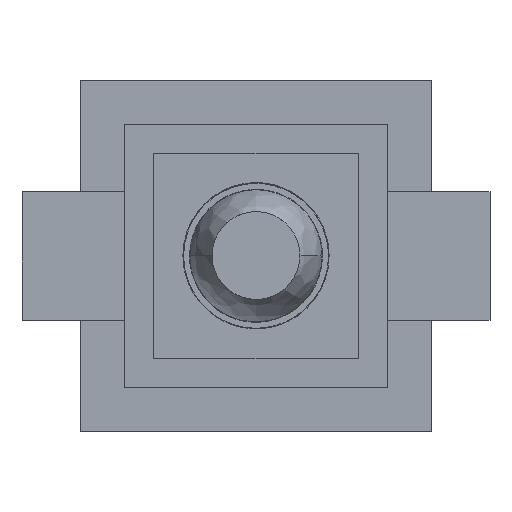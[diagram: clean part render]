
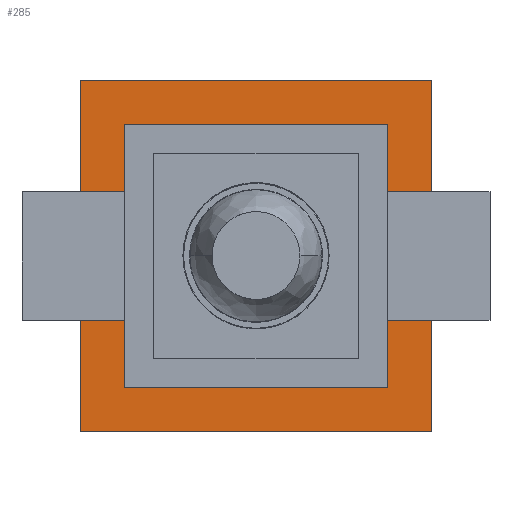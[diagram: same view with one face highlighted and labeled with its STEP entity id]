
A CAD part, top view. The second image highlights one B-rep face of the part: STEP entity #285.
In plain terms, the highlighted free-form (B-spline) face has degree [1, 1] with [2, 2] control points.
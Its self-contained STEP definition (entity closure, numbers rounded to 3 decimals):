
#26=FACE_BOUND('',#631,.T.);
#285=ADVANCED_FACE('',(#450,#26),#4754,.T.);
#450=FACE_OUTER_BOUND('',#630,.T.);
#630=EDGE_LOOP('',(#1266,#1267,#1268,#1269));
#631=EDGE_LOOP('',(#1270,#1271,#1272,#1273));
#1266=ORIENTED_EDGE('',*,*,#4183,.F.);
#1267=ORIENTED_EDGE('',*,*,#4187,.F.);
#1268=ORIENTED_EDGE('',*,*,#4190,.F.);
#1269=ORIENTED_EDGE('',*,*,#4192,.F.);
#1270=ORIENTED_EDGE('',*,*,#4165,.F.);
#1271=ORIENTED_EDGE('',*,*,#4162,.F.);
#1272=ORIENTED_EDGE('',*,*,#4159,.F.);
#1273=ORIENTED_EDGE('',*,*,#4155,.F.);
#1892=PCURVE('',#4739,#2588);
#1896=PCURVE('',#4740,#2592);
#1900=PCURVE('',#4741,#2596);
#1904=PCURVE('',#4742,#2600);
#1940=PCURVE('',#4749,#2636);
#1944=PCURVE('',#4750,#2640);
#1948=PCURVE('',#4751,#2644);
#1952=PCURVE('',#4752,#2648);
#1962=PCURVE('',#4754,#2658);
#1963=PCURVE('',#4754,#2659);
#1964=PCURVE('',#4754,#2660);
#1965=PCURVE('',#4754,#2661);
#1966=PCURVE('',#4754,#2662);
#1967=PCURVE('',#4754,#2663);
#1968=PCURVE('',#4754,#2664);
#1969=PCURVE('',#4754,#2665);
#2588=DEFINITIONAL_REPRESENTATION('',(#3316),#11421);
#2592=DEFINITIONAL_REPRESENTATION('',(#3324),#11421);
#2596=DEFINITIONAL_REPRESENTATION('',(#3331),#11421);
#2600=DEFINITIONAL_REPRESENTATION('',(#3338),#11421);
#2636=DEFINITIONAL_REPRESENTATION('',(#3388),#11421);
#2640=DEFINITIONAL_REPRESENTATION('',(#3396),#11421);
#2644=DEFINITIONAL_REPRESENTATION('',(#3403),#11421);
#2648=DEFINITIONAL_REPRESENTATION('',(#3409),#11421);
#2658=DEFINITIONAL_REPRESENTATION('',(#3423),#11421);
#2659=DEFINITIONAL_REPRESENTATION('',(#3424),#11421);
#2660=DEFINITIONAL_REPRESENTATION('',(#3425),#11421);
#2661=DEFINITIONAL_REPRESENTATION('',(#3426),#11421);
#2662=DEFINITIONAL_REPRESENTATION('',(#3427),#11421);
#2663=DEFINITIONAL_REPRESENTATION('',(#3428),#11421);
#2664=DEFINITIONAL_REPRESENTATION('',(#3429),#11421);
#2665=DEFINITIONAL_REPRESENTATION('',(#3430),#11421);
#3315=B_SPLINE_CURVE_WITH_KNOTS('',1,(#10900,#10901),.UNSPECIFIED.,.F.,
 .F.,(2,2),(0.,70.),.UNSPECIFIED.);
#3316=B_SPLINE_CURVE_WITH_KNOTS('',1,(#10902,#10903),.UNSPECIFIED.,.F.,
 .F.,(2,2),(0.,70.),.UNSPECIFIED.);
#3323=B_SPLINE_CURVE_WITH_KNOTS('',1,(#10916,#10917),.UNSPECIFIED.,.F.,
 .F.,(2,2),(70.,80.),.UNSPECIFIED.);
#3324=B_SPLINE_CURVE_WITH_KNOTS('',1,(#10918,#10919),.UNSPECIFIED.,.F.,
 .F.,(2,2),(70.,80.),.UNSPECIFIED.);
#3330=B_SPLINE_CURVE_WITH_KNOTS('',1,(#10930,#10931),.UNSPECIFIED.,.F.,
 .F.,(2,2),(80.,90.),.UNSPECIFIED.);
#3331=B_SPLINE_CURVE_WITH_KNOTS('',1,(#10932,#10933),.UNSPECIFIED.,.F.,
 .F.,(2,2),(80.,90.),.UNSPECIFIED.);
#3337=B_SPLINE_CURVE_WITH_KNOTS('',1,(#10944,#10945),.UNSPECIFIED.,.F.,
 .F.,(2,2),(90.,100.),.UNSPECIFIED.);
#3338=B_SPLINE_CURVE_WITH_KNOTS('',1,(#10946,#10947),.UNSPECIFIED.,.F.,
 .F.,(2,2),(90.,100.),.UNSPECIFIED.);
#3387=B_SPLINE_CURVE_WITH_KNOTS('',1,(#11064,#11065),.UNSPECIFIED.,.F.,
 .F.,(2,2),(-120.,0.),.UNSPECIFIED.);
#3388=B_SPLINE_CURVE_WITH_KNOTS('',1,(#11066,#11067),.UNSPECIFIED.,.F.,
 .F.,(2,2),(-120.,0.),.UNSPECIFIED.);
#3395=B_SPLINE_CURVE_WITH_KNOTS('',1,(#11080,#11081),.UNSPECIFIED.,.F.,
 .F.,(2,2),(-240.,-120.),.UNSPECIFIED.);
#3396=B_SPLINE_CURVE_WITH_KNOTS('',1,(#11082,#11083),.UNSPECIFIED.,.F.,
 .F.,(2,2),(-240.,-120.),.UNSPECIFIED.);
#3402=B_SPLINE_CURVE_WITH_KNOTS('',1,(#11094,#11095),.UNSPECIFIED.,.F.,
 .F.,(2,2),(-360.,-240.),.UNSPECIFIED.);
#3403=B_SPLINE_CURVE_WITH_KNOTS('',1,(#11096,#11097),.UNSPECIFIED.,.F.,
 .F.,(2,2),(-360.,-240.),.UNSPECIFIED.);
#3408=B_SPLINE_CURVE_WITH_KNOTS('',1,(#11106,#11107),.UNSPECIFIED.,.F.,
 .F.,(2,2),(-480.,-360.),.UNSPECIFIED.);
#3409=B_SPLINE_CURVE_WITH_KNOTS('',1,(#11108,#11109),.UNSPECIFIED.,.F.,
 .F.,(2,2),(-480.,-360.),.UNSPECIFIED.);
#3423=B_SPLINE_CURVE_WITH_KNOTS('',1,(#11136,#11137),.UNSPECIFIED.,.F.,
 .F.,(2,2),(-120.,0.),.UNSPECIFIED.);
#3424=B_SPLINE_CURVE_WITH_KNOTS('',1,(#11138,#11139),.UNSPECIFIED.,.F.,
 .F.,(2,2),(-240.,-120.),.UNSPECIFIED.);
#3425=B_SPLINE_CURVE_WITH_KNOTS('',1,(#11140,#11141),.UNSPECIFIED.,.F.,
 .F.,(2,2),(-360.,-240.),.UNSPECIFIED.);
#3426=B_SPLINE_CURVE_WITH_KNOTS('',1,(#11142,#11143),.UNSPECIFIED.,.F.,
 .F.,(2,2),(-480.,-360.),.UNSPECIFIED.);
#3427=B_SPLINE_CURVE_WITH_KNOTS('',1,(#11144,#11145),.UNSPECIFIED.,.F.,
 .F.,(2,2),(90.,100.),.UNSPECIFIED.);
#3428=B_SPLINE_CURVE_WITH_KNOTS('',1,(#11146,#11147),.UNSPECIFIED.,.F.,
 .F.,(2,2),(80.,90.),.UNSPECIFIED.);
#3429=B_SPLINE_CURVE_WITH_KNOTS('',1,(#11148,#11149),.UNSPECIFIED.,.F.,
 .F.,(2,2),(70.,80.),.UNSPECIFIED.);
#3430=B_SPLINE_CURVE_WITH_KNOTS('',1,(#11150,#11151),.UNSPECIFIED.,.F.,
 .F.,(2,2),(0.,70.),.UNSPECIFIED.);
#3807=SURFACE_CURVE('',#3315,(#1892,#1969),.PCURVE_S1.);
#3811=SURFACE_CURVE('',#3323,(#1896,#1968),.PCURVE_S1.);
#3814=SURFACE_CURVE('',#3330,(#1900,#1967),.PCURVE_S1.);
#3817=SURFACE_CURVE('',#3337,(#1904,#1966),.PCURVE_S1.);
#3835=SURFACE_CURVE('',#3387,(#1940,#1962),.PCURVE_S1.);
#3839=SURFACE_CURVE('',#3395,(#1944,#1963),.PCURVE_S1.);
#3842=SURFACE_CURVE('',#3402,(#1948,#1964),.PCURVE_S1.);
#3844=SURFACE_CURVE('',#3408,(#1952,#1965),.PCURVE_S1.);
#4155=EDGE_CURVE('',#4647,#4648,#3807,.T.);
#4159=EDGE_CURVE('',#4648,#4651,#3811,.T.);
#4162=EDGE_CURVE('',#4651,#4653,#3814,.T.);
#4165=EDGE_CURVE('',#4653,#4647,#3817,.T.);
#4183=EDGE_CURVE('',#4665,#4666,#3835,.T.);
#4187=EDGE_CURVE('',#4668,#4665,#3839,.T.);
#4190=EDGE_CURVE('',#4670,#4668,#3842,.T.);
#4192=EDGE_CURVE('',#4666,#4670,#3844,.T.);
#4647=VERTEX_POINT('',#10784);
#4648=VERTEX_POINT('',#10785);
#4651=VERTEX_POINT('',#10788);
#4653=VERTEX_POINT('',#10790);
#4665=VERTEX_POINT('',#10802);
#4666=VERTEX_POINT('',#10803);
#4668=VERTEX_POINT('',#10805);
#4670=VERTEX_POINT('',#10807);
#4739=B_SPLINE_SURFACE_WITH_KNOTS('',1,1,((#10676,#10677),(#10678,#10679)),
 .UNSPECIFIED.,.F.,.F.,.F.,(2,2),(2,2),(0.,70.),(0.,25.),.UNSPECIFIED.);
#4740=B_SPLINE_SURFACE_WITH_KNOTS('',1,1,((#10680,#10681),(#10682,#10683)),
 .UNSPECIFIED.,.F.,.F.,.F.,(2,2),(2,2),(70.,80.),(0.,25.),.UNSPECIFIED.);
#4741=B_SPLINE_SURFACE_WITH_KNOTS('',1,1,((#10684,#10685),(#10686,#10687)),
 .UNSPECIFIED.,.F.,.F.,.F.,(2,2),(2,2),(80.,90.),(0.,25.),.UNSPECIFIED.);
#4742=B_SPLINE_SURFACE_WITH_KNOTS('',1,1,((#10688,#10689),(#10690,#10691)),
 .UNSPECIFIED.,.F.,.F.,.F.,(2,2),(2,2),(90.,100.),(0.,25.),
 .UNSPECIFIED.);
#4749=B_SPLINE_SURFACE_WITH_KNOTS('',1,1,((#10716,#10717),(#10718,#10719)),
 .UNSPECIFIED.,.F.,.F.,.F.,(2,2),(2,2),(0.,120.),(0.,8.),.UNSPECIFIED.);
#4750=B_SPLINE_SURFACE_WITH_KNOTS('',1,1,((#10720,#10721),(#10722,#10723)),
 .UNSPECIFIED.,.F.,.F.,.F.,(2,2),(2,2),(120.,240.),(0.,8.),
 .UNSPECIFIED.);
#4751=B_SPLINE_SURFACE_WITH_KNOTS('',1,1,((#10724,#10725),(#10726,#10727)),
 .UNSPECIFIED.,.F.,.F.,.F.,(2,2),(2,2),(240.,360.),(0.,8.),
 .UNSPECIFIED.);
#4752=B_SPLINE_SURFACE_WITH_KNOTS('',1,1,((#10728,#10729),(#10730,#10731)),
 .UNSPECIFIED.,.F.,.F.,.F.,(2,2),(2,2),(360.,480.),(0.,8.),
 .UNSPECIFIED.);
#4754=B_SPLINE_SURFACE_WITH_KNOTS('',1,1,((#10736,#10737),(#10738,#10739)),
 .UNSPECIFIED.,.F.,.F.,.F.,(2,2),(2,2),(0.,120.),(0.,120.),
 .UNSPECIFIED.);
#10676=CARTESIAN_POINT('',(-45.,-45.,8.));
#10677=CARTESIAN_POINT('',(-45.,-45.,33.));
#10678=CARTESIAN_POINT('',(45.,-45.,8.));
#10679=CARTESIAN_POINT('',(45.,-45.,33.));
#10680=CARTESIAN_POINT('',(45.,-45.,8.));
#10681=CARTESIAN_POINT('',(45.,-45.,33.));
#10682=CARTESIAN_POINT('',(45.,45.,8.));
#10683=CARTESIAN_POINT('',(45.,45.,33.));
#10684=CARTESIAN_POINT('',(45.,45.,8.));
#10685=CARTESIAN_POINT('',(45.,45.,33.));
#10686=CARTESIAN_POINT('',(-45.,45.,8.));
#10687=CARTESIAN_POINT('',(-45.,45.,33.));
#10688=CARTESIAN_POINT('',(-45.,45.,8.));
#10689=CARTESIAN_POINT('',(-45.,45.,33.));
#10690=CARTESIAN_POINT('',(-45.,-45.,8.));
#10691=CARTESIAN_POINT('',(-45.,-45.,33.));
#10716=CARTESIAN_POINT('',(-60.,-60.,0.));
#10717=CARTESIAN_POINT('',(-60.,-60.,8.));
#10718=CARTESIAN_POINT('',(60.,-60.,0.));
#10719=CARTESIAN_POINT('',(60.,-60.,8.));
#10720=CARTESIAN_POINT('',(60.,-60.,0.));
#10721=CARTESIAN_POINT('',(60.,-60.,8.));
#10722=CARTESIAN_POINT('',(60.,60.,0.));
#10723=CARTESIAN_POINT('',(60.,60.,8.));
#10724=CARTESIAN_POINT('',(60.,60.,0.));
#10725=CARTESIAN_POINT('',(60.,60.,8.));
#10726=CARTESIAN_POINT('',(-60.,60.,0.));
#10727=CARTESIAN_POINT('',(-60.,60.,8.));
#10728=CARTESIAN_POINT('',(-60.,60.,0.));
#10729=CARTESIAN_POINT('',(-60.,60.,8.));
#10730=CARTESIAN_POINT('',(-60.,-60.,0.));
#10731=CARTESIAN_POINT('',(-60.,-60.,8.));
#10736=CARTESIAN_POINT('',(-60.,-60.,8.));
#10737=CARTESIAN_POINT('',(-60.,60.,8.));
#10738=CARTESIAN_POINT('',(60.,-60.,8.));
#10739=CARTESIAN_POINT('',(60.,60.,8.));
#10784=CARTESIAN_POINT('',(-45.,-45.,8.));
#10785=CARTESIAN_POINT('',(45.,-45.,8.));
#10788=CARTESIAN_POINT('',(45.,45.,8.));
#10790=CARTESIAN_POINT('',(-45.,45.,8.));
#10802=CARTESIAN_POINT('',(60.,-60.,8.));
#10803=CARTESIAN_POINT('',(-60.,-60.,8.));
#10805=CARTESIAN_POINT('',(60.,60.,8.));
#10807=CARTESIAN_POINT('',(-60.,60.,8.));
#10900=CARTESIAN_POINT('',(-45.,-45.,8.));
#10901=CARTESIAN_POINT('',(45.,-45.,8.));
#10902=CARTESIAN_POINT('',(0.,0.));
#10903=CARTESIAN_POINT('',(70.,0.));
#10916=CARTESIAN_POINT('',(45.,-45.,8.));
#10917=CARTESIAN_POINT('',(45.,45.,8.));
#10918=CARTESIAN_POINT('',(70.,0.));
#10919=CARTESIAN_POINT('',(80.,0.));
#10930=CARTESIAN_POINT('',(45.,45.,8.));
#10931=CARTESIAN_POINT('',(-45.,45.,8.));
#10932=CARTESIAN_POINT('',(80.,0.));
#10933=CARTESIAN_POINT('',(90.,0.));
#10944=CARTESIAN_POINT('',(-45.,45.,8.));
#10945=CARTESIAN_POINT('',(-45.,-45.,8.));
#10946=CARTESIAN_POINT('',(90.,0.));
#10947=CARTESIAN_POINT('',(100.,0.));
#11064=CARTESIAN_POINT('',(60.,-60.,8.));
#11065=CARTESIAN_POINT('',(-60.,-60.,8.));
#11066=CARTESIAN_POINT('',(120.,8.));
#11067=CARTESIAN_POINT('',(0.,8.));
#11080=CARTESIAN_POINT('',(60.,60.,8.));
#11081=CARTESIAN_POINT('',(60.,-60.,8.));
#11082=CARTESIAN_POINT('',(240.,8.));
#11083=CARTESIAN_POINT('',(120.,8.));
#11094=CARTESIAN_POINT('',(-60.,60.,8.));
#11095=CARTESIAN_POINT('',(60.,60.,8.));
#11096=CARTESIAN_POINT('',(360.,8.));
#11097=CARTESIAN_POINT('',(240.,8.));
#11106=CARTESIAN_POINT('',(-60.,-60.,8.));
#11107=CARTESIAN_POINT('',(-60.,60.,8.));
#11108=CARTESIAN_POINT('',(480.,8.));
#11109=CARTESIAN_POINT('',(360.,8.));
#11136=CARTESIAN_POINT('',(120.,0.));
#11137=CARTESIAN_POINT('',(0.,0.));
#11138=CARTESIAN_POINT('',(120.,120.));
#11139=CARTESIAN_POINT('',(120.,0.));
#11140=CARTESIAN_POINT('',(0.,120.));
#11141=CARTESIAN_POINT('',(120.,120.));
#11142=CARTESIAN_POINT('',(0.,0.));
#11143=CARTESIAN_POINT('',(0.,120.));
#11144=CARTESIAN_POINT('',(15.,105.));
#11145=CARTESIAN_POINT('',(15.,15.));
#11146=CARTESIAN_POINT('',(105.,105.));
#11147=CARTESIAN_POINT('',(15.,105.));
#11148=CARTESIAN_POINT('',(105.,15.));
#11149=CARTESIAN_POINT('',(105.,105.));
#11150=CARTESIAN_POINT('',(15.,15.));
#11151=CARTESIAN_POINT('',(105.,15.));
#11421=(
GEOMETRIC_REPRESENTATION_CONTEXT(2)
PARAMETRIC_REPRESENTATION_CONTEXT()
REPRESENTATION_CONTEXT('pspace','')
);
